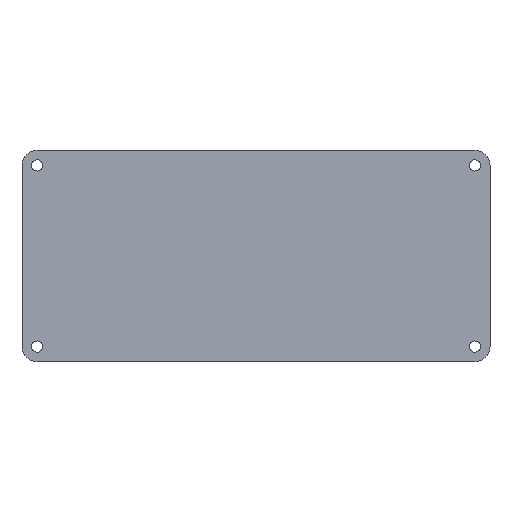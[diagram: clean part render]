
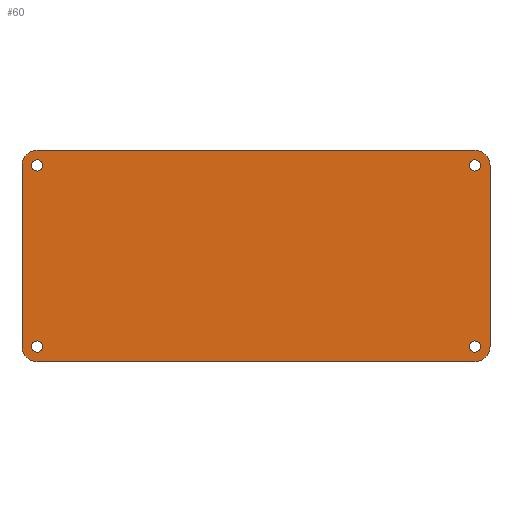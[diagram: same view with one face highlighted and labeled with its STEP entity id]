
A CAD part, top view. The second image highlights one B-rep face of the part: STEP entity #60.
In plain terms, the highlighted planar face has unit normal (0, 0, 1).
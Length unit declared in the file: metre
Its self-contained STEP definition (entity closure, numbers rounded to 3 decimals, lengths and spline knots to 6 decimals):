
#60=ADVANCED_FACE('0:13412',(#93,#94,#95,#96,#97),#98,.T.);
#93=FACE_BOUND('',#146,.T.);
#94=FACE_BOUND('',#147,.T.);
#95=FACE_BOUND('',#148,.T.);
#96=FACE_BOUND('',#149,.T.);
#97=FACE_OUTER_BOUND('',#150,.T.);
#98=PLANE('',#151);
#146=EDGE_LOOP('',(#244,#245));
#147=EDGE_LOOP('',(#246,#247));
#148=EDGE_LOOP('',(#248,#249));
#149=EDGE_LOOP('',(#250,#251));
#150=EDGE_LOOP('',(#252,#253,#254,#255,#256,#257,#258,#259,#260,#261,#262,#263));
#151=AXIS2_PLACEMENT_3D('',#264,#265,#266);
#244=ORIENTED_EDGE('',*,*,#401,.F.);
#245=ORIENTED_EDGE('',*,*,#397,.F.);
#246=ORIENTED_EDGE('',*,*,#402,.F.);
#247=ORIENTED_EDGE('',*,*,#393,.F.);
#248=ORIENTED_EDGE('',*,*,#403,.F.);
#249=ORIENTED_EDGE('',*,*,#385,.F.);
#250=ORIENTED_EDGE('',*,*,#404,.F.);
#251=ORIENTED_EDGE('',*,*,#389,.F.);
#252=ORIENTED_EDGE('',*,*,#405,.F.);
#253=ORIENTED_EDGE('',*,*,#406,.F.);
#254=ORIENTED_EDGE('',*,*,#371,.F.);
#255=ORIENTED_EDGE('',*,*,#407,.F.);
#256=ORIENTED_EDGE('',*,*,#408,.F.);
#257=ORIENTED_EDGE('',*,*,#375,.F.);
#258=ORIENTED_EDGE('',*,*,#409,.F.);
#259=ORIENTED_EDGE('',*,*,#410,.F.);
#260=ORIENTED_EDGE('',*,*,#379,.F.);
#261=ORIENTED_EDGE('',*,*,#411,.F.);
#262=ORIENTED_EDGE('',*,*,#412,.F.);
#263=ORIENTED_EDGE('',*,*,#383,.F.);
#264=CARTESIAN_POINT('',(0.0,0.0,0.033));
#265=DIRECTION('',(0.0,0.0,1.0));
#266=DIRECTION('',(1.0,0.0,0.0));
#371=EDGE_CURVE('0:775',#433,#429,#435,.F.);
#375=EDGE_CURVE('0:757',#441,#437,#443,.F.);
#379=EDGE_CURVE('0:739',#449,#445,#451,.F.);
#383=EDGE_CURVE('0:721',#457,#453,#459,.F.);
#385=EDGE_CURVE('0:13433',#460,#463,#464,.T.);
#389=EDGE_CURVE('0:13430',#468,#471,#472,.T.);
#393=EDGE_CURVE('0:13436',#476,#479,#480,.T.);
#397=EDGE_CURVE('0:13439',#484,#487,#488,.T.);
#401=EDGE_CURVE('0:13439',#487,#484,#493,.T.);
#402=EDGE_CURVE('0:13436',#479,#476,#494,.T.);
#403=EDGE_CURVE('0:13433',#463,#460,#495,.T.);
#404=EDGE_CURVE('0:13430',#471,#468,#496,.T.);
#405=EDGE_CURVE('0:709',#497,#457,#498,.F.);
#406=EDGE_CURVE('0:775',#429,#497,#499,.F.);
#407=EDGE_CURVE('0:766',#500,#433,#501,.F.);
#408=EDGE_CURVE('0:757',#437,#500,#502,.F.);
#409=EDGE_CURVE('0:748',#503,#441,#504,.F.);
#410=EDGE_CURVE('0:739',#445,#503,#505,.F.);
#411=EDGE_CURVE('0:730',#506,#449,#507,.F.);
#412=EDGE_CURVE('0:721',#453,#506,#508,.F.);
#429=VERTEX_POINT('',#529);
#433=VERTEX_POINT('',#534);
#435=CIRCLE('',#537,0.004);
#437=VERTEX_POINT('',#539);
#441=VERTEX_POINT('',#544);
#443=CIRCLE('',#547,0.004);
#445=VERTEX_POINT('',#549);
#449=VERTEX_POINT('',#554);
#451=CIRCLE('',#557,0.004);
#453=VERTEX_POINT('',#559);
#457=VERTEX_POINT('',#564);
#459=CIRCLE('',#567,0.004);
#460=VERTEX_POINT('',#568);
#463=VERTEX_POINT('',#572);
#464=CIRCLE('',#573,0.0015);
#468=VERTEX_POINT('',#578);
#471=VERTEX_POINT('',#582);
#472=CIRCLE('',#583,0.0015);
#476=VERTEX_POINT('',#588);
#479=VERTEX_POINT('',#592);
#480=CIRCLE('',#593,0.0015);
#484=VERTEX_POINT('',#598);
#487=VERTEX_POINT('',#602);
#488=CIRCLE('',#603,0.0015);
#493=CIRCLE('',#609,0.0015);
#494=CIRCLE('',#610,0.0015);
#495=CIRCLE('',#611,0.0015);
#496=CIRCLE('',#612,0.0015);
#497=VERTEX_POINT('',#613);
#498=LINE('',#614,#615);
#499=CIRCLE('',#616,0.004);
#500=VERTEX_POINT('',#617);
#501=LINE('',#618,#619);
#502=CIRCLE('',#620,0.004);
#503=VERTEX_POINT('',#621);
#504=LINE('',#622,#623);
#505=CIRCLE('',#624,0.004);
#506=VERTEX_POINT('',#625);
#507=LINE('',#626,#627);
#508=CIRCLE('',#628,0.004);
#529=CARTESIAN_POINT('',(0.104828,0.010828,0.033));
#534=CARTESIAN_POINT('',(0.102,0.012,0.033));
#537=AXIS2_PLACEMENT_3D('',#661,#662,#663);
#539=CARTESIAN_POINT('',(-0.016828,0.010828,0.033));
#544=CARTESIAN_POINT('',(-0.018,0.008,0.033));
#547=AXIS2_PLACEMENT_3D('',#669,#670,#671);
#549=CARTESIAN_POINT('',(-0.016828,-0.042828,0.033));
#554=CARTESIAN_POINT('',(-0.014,-0.044,0.033));
#557=AXIS2_PLACEMENT_3D('',#677,#678,#679);
#559=CARTESIAN_POINT('',(0.104828,-0.042828,0.033));
#564=CARTESIAN_POINT('',(0.106,-0.04,0.033));
#567=AXIS2_PLACEMENT_3D('',#685,#686,#687);
#568=CARTESIAN_POINT('',(-0.0155,-0.04,0.033));
#572=CARTESIAN_POINT('',(-0.0125,-0.04,0.033));
#573=AXIS2_PLACEMENT_3D('',#689,#690,#691);
#578=CARTESIAN_POINT('',(-0.0155,0.008,0.033));
#582=CARTESIAN_POINT('',(-0.0125,0.008,0.033));
#583=AXIS2_PLACEMENT_3D('',#697,#698,#699);
#588=CARTESIAN_POINT('',(0.1005,0.008,0.033));
#592=CARTESIAN_POINT('',(0.1035,0.008,0.033));
#593=AXIS2_PLACEMENT_3D('',#705,#706,#707);
#598=CARTESIAN_POINT('',(0.1005,-0.04,0.033));
#602=CARTESIAN_POINT('',(0.1035,-0.04,0.033));
#603=AXIS2_PLACEMENT_3D('',#713,#714,#715);
#609=AXIS2_PLACEMENT_3D('',#723,#724,#725);
#610=AXIS2_PLACEMENT_3D('',#726,#727,#728);
#611=AXIS2_PLACEMENT_3D('',#729,#730,#731);
#612=AXIS2_PLACEMENT_3D('',#732,#733,#734);
#613=CARTESIAN_POINT('',(0.106,0.008,0.033));
#614=CARTESIAN_POINT('',(0.106,-0.008,0.033));
#615=VECTOR('',#735,1.0);
#616=AXIS2_PLACEMENT_3D('',#736,#737,#738);
#617=CARTESIAN_POINT('',(-0.014,0.012,0.033));
#618=CARTESIAN_POINT('',(0.022,0.012,0.033));
#619=VECTOR('',#739,1.0);
#620=AXIS2_PLACEMENT_3D('',#740,#741,#742);
#621=CARTESIAN_POINT('',(-0.018,-0.04,0.033));
#622=CARTESIAN_POINT('',(-0.018,-0.008,0.033));
#623=VECTOR('',#743,1.0);
#624=AXIS2_PLACEMENT_3D('',#744,#745,#746);
#625=CARTESIAN_POINT('',(0.102,-0.044,0.033));
#626=CARTESIAN_POINT('',(0.022,-0.044,0.033));
#627=VECTOR('',#747,1.0);
#628=AXIS2_PLACEMENT_3D('',#748,#749,#750);
#661=CARTESIAN_POINT('',(0.102,0.008,0.033));
#662=DIRECTION('',(0.0,-0.0,1.0));
#663=DIRECTION('',(0.707,0.707,0.0));
#669=CARTESIAN_POINT('',(-0.014,0.008,0.033));
#670=DIRECTION('',(0.0,0.0,1.0));
#671=DIRECTION('',(-0.707,0.707,0.0));
#677=CARTESIAN_POINT('',(-0.014,-0.04,0.033));
#678=DIRECTION('',(0.0,0.0,1.0));
#679=DIRECTION('',(-0.707,-0.707,0.0));
#685=CARTESIAN_POINT('',(0.102,-0.04,0.033));
#686=DIRECTION('',(0.0,0.0,1.0));
#687=DIRECTION('',(0.707,-0.707,0.0));
#689=CARTESIAN_POINT('',(-0.014,-0.04,0.033));
#690=DIRECTION('',(0.0,0.0,1.0));
#691=DIRECTION('',(1.0,0.0,-0.0));
#697=CARTESIAN_POINT('',(-0.014,0.008,0.033));
#698=DIRECTION('',(0.0,0.0,1.0));
#699=DIRECTION('',(1.0,0.0,-0.0));
#705=CARTESIAN_POINT('',(0.102,0.008,0.033));
#706=DIRECTION('',(0.0,0.0,1.0));
#707=DIRECTION('',(1.0,0.0,-0.0));
#713=CARTESIAN_POINT('',(0.102,-0.04,0.033));
#714=DIRECTION('',(0.0,0.0,1.0));
#715=DIRECTION('',(1.0,0.0,-0.0));
#723=CARTESIAN_POINT('',(0.102,-0.04,0.033));
#724=DIRECTION('',(0.0,0.0,1.0));
#725=DIRECTION('',(1.0,0.0,-0.0));
#726=CARTESIAN_POINT('',(0.102,0.008,0.033));
#727=DIRECTION('',(0.0,0.0,1.0));
#728=DIRECTION('',(1.0,0.0,-0.0));
#729=CARTESIAN_POINT('',(-0.014,-0.04,0.033));
#730=DIRECTION('',(0.0,0.0,1.0));
#731=DIRECTION('',(1.0,0.0,-0.0));
#732=CARTESIAN_POINT('',(-0.014,0.008,0.033));
#733=DIRECTION('',(0.0,0.0,1.0));
#734=DIRECTION('',(1.0,0.0,-0.0));
#735=DIRECTION('',(0.0,1.0,0.0));
#736=CARTESIAN_POINT('',(0.102,0.008,0.033));
#737=DIRECTION('',(0.0,-0.0,1.0));
#738=DIRECTION('',(0.707,0.707,0.0));
#739=DIRECTION('',(-1.0,0.0,0.0));
#740=CARTESIAN_POINT('',(-0.014,0.008,0.033));
#741=DIRECTION('',(0.0,0.0,1.0));
#742=DIRECTION('',(-0.707,0.707,0.0));
#743=DIRECTION('',(0.0,-1.0,0.0));
#744=CARTESIAN_POINT('',(-0.014,-0.04,0.033));
#745=DIRECTION('',(0.0,0.0,1.0));
#746=DIRECTION('',(-0.707,-0.707,0.0));
#747=DIRECTION('',(1.0,0.0,-0.0));
#748=CARTESIAN_POINT('',(0.102,-0.04,0.033));
#749=DIRECTION('',(0.0,0.0,1.0));
#750=DIRECTION('',(0.707,-0.707,0.0));
